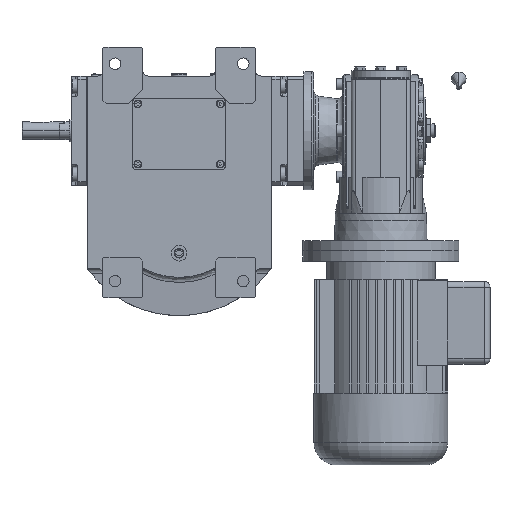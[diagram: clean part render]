
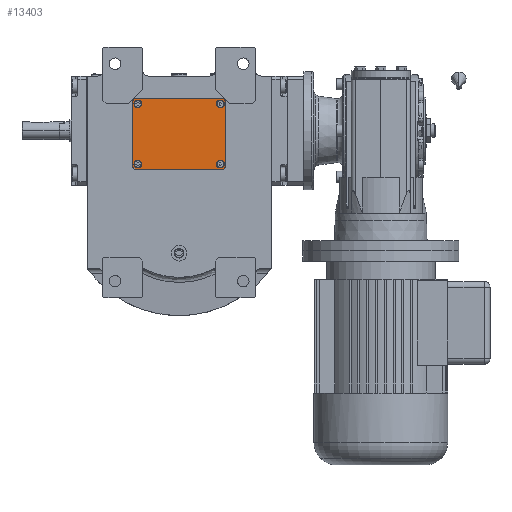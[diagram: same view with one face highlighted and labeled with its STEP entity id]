
A CAD part, front view. The second image highlights one B-rep face of the part: STEP entity #13403.
In plain terms, the highlighted face is planar.
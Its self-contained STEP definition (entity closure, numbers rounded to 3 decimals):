
#212 = ORIENTED_EDGE ( 'NONE', *, *, #80717, .T. ) ;
#419 = CIRCLE ( 'NONE', #33574, 3.5 ) ;
#3695 = AXIS2_PLACEMENT_3D ( 'NONE', #65591, #24157, #9092 ) ;
#4582 = EDGE_LOOP ( 'NONE', ( #47935, #61507 ) ) ;
#4828 = EDGE_CURVE ( 'NONE', #45915, #82619, #70760, .T. ) ;
#5372 = CARTESIAN_POINT ( 'NONE',  ( -37., 27., 3. ) ) ;
#6721 = DIRECTION ( 'NONE',  ( 0., 0., 1. ) ) ;
#6968 = CARTESIAN_POINT ( 'NONE',  ( -41.5, 29.5, 3. ) ) ;
#7788 = VECTOR ( 'NONE', #96045, 1000. ) ;
#8204 = EDGE_CURVE ( 'NONE', #78051, #65836, #19724, .T. ) ;
#9092 = DIRECTION ( 'NONE',  ( 1., 0., 0. ) ) ;
#9698 = VERTEX_POINT ( 'NONE', #74293 ) ;
#9906 = ORIENTED_EDGE ( 'NONE', *, *, #55308, .F. ) ;
#11567 = CIRCLE ( 'NONE', #24800, 3.5 ) ;
#12431 = CARTESIAN_POINT ( 'NONE',  ( -40.5, -27., 3. ) ) ;
#12839 = DIRECTION ( 'NONE',  ( 0., 0., 1. ) ) ;
#13403 = ADVANCED_FACE ( 'NONE', ( #77104, #100994, #29910, #22120, #56328 ), #64071, .T. ) ;
#14067 = ORIENTED_EDGE ( 'NONE', *, *, #33135, .F. ) ;
#14177 = VERTEX_POINT ( 'NONE', #53526 ) ;
#14724 = EDGE_CURVE ( 'NONE', #14177, #21795, #17932, .T. ) ;
#15184 = EDGE_CURVE ( 'NONE', #21795, #25805, #95147, .T. ) ;
#16652 = CIRCLE ( 'NONE', #48089, 3.5 ) ;
#16917 = DIRECTION ( 'NONE',  ( 0., 1., 0. ) ) ;
#17042 = EDGE_CURVE ( 'NONE', #85152, #45915, #54836, .T. ) ;
#17178 = LINE ( 'NONE', #63326, #7788 ) ;
#17423 = VECTOR ( 'NONE', #16917, 1000. ) ;
#17932 = LINE ( 'NONE', #71891, #17423 ) ;
#19724 = CIRCLE ( 'NONE', #90986, 3.5 ) ;
#20387 = DIRECTION ( 'NONE',  ( -1., 0., 0. ) ) ;
#20511 = AXIS2_PLACEMENT_3D ( 'NONE', #73423, #49037, #80176 ) ;
#21381 = CARTESIAN_POINT ( 'NONE',  ( -41.5, -29.5, 3. ) ) ;
#21442 = DIRECTION ( 'NONE',  ( 0., 0., 1. ) ) ;
#21656 = ORIENTED_EDGE ( 'NONE', *, *, #99591, .T. ) ;
#21795 = VERTEX_POINT ( 'NONE', #22888 ) ;
#22120 = FACE_BOUND ( 'NONE', #4582, .T. ) ;
#22888 = CARTESIAN_POINT ( 'NONE',  ( 41.5, 29.5, 3. ) ) ;
#22923 = DIRECTION ( 'NONE',  ( 0.707, -0.707, 0. ) ) ;
#22928 = DIRECTION ( 'NONE',  ( -1., 0., 0. ) ) ;
#22933 = VERTEX_POINT ( 'NONE', #93086 ) ;
#23385 = CIRCLE ( 'NONE', #89597, 3.5 ) ;
#24023 = CARTESIAN_POINT ( 'NONE',  ( 37., -27., 3. ) ) ;
#24157 = DIRECTION ( 'NONE',  ( 0., 0., 1. ) ) ;
#24528 = DIRECTION ( 'NONE',  ( 0., 0., 1. ) ) ;
#24707 = CARTESIAN_POINT ( 'NONE',  ( -39.5, -31.5, 3. ) ) ;
#24800 = AXIS2_PLACEMENT_3D ( 'NONE', #51524, #35959, #20387 ) ;
#25805 = VERTEX_POINT ( 'NONE', #67963 ) ;
#27959 = EDGE_CURVE ( 'NONE', #25805, #85152, #51014, .T. ) ;
#28522 = ORIENTED_EDGE ( 'NONE', *, *, #33232, .F. ) ;
#29383 = VECTOR ( 'NONE', #36467, 1000. ) ;
#29438 = VECTOR ( 'NONE', #78682, 1000. ) ;
#29828 = ORIENTED_EDGE ( 'NONE', *, *, #17042, .T. ) ;
#29910 = FACE_BOUND ( 'NONE', #38066, .T. ) ;
#30718 = VECTOR ( 'NONE', #22923, 1000. ) ;
#32749 = CARTESIAN_POINT ( 'NONE',  ( -40.5, 27., 3. ) ) ;
#33135 = EDGE_CURVE ( 'NONE', #65836, #78051, #11567, .T. ) ;
#33232 = EDGE_CURVE ( 'NONE', #34834, #87798, #39721, .T. ) ;
#33574 = AXIS2_PLACEMENT_3D ( 'NONE', #24023, #24528, #56181 ) ;
#33684 = ORIENTED_EDGE ( 'NONE', *, *, #14724, .T. ) ;
#34834 = VERTEX_POINT ( 'NONE', #57153 ) ;
#35955 = CARTESIAN_POINT ( 'NONE',  ( 39.5, 31.5, 3. ) ) ;
#35959 = DIRECTION ( 'NONE',  ( 0., 0., 1. ) ) ;
#36467 = DIRECTION ( 'NONE',  ( -1., 0., 0. ) ) ;
#37178 = CARTESIAN_POINT ( 'NONE',  ( -33.5, 27., 3. ) ) ;
#38066 = EDGE_LOOP ( 'NONE', ( #89350, #14067 ) ) ;
#39721 = CIRCLE ( 'NONE', #71237, 3.5 ) ;
#42139 = CIRCLE ( 'NONE', #80223, 3.5 ) ;
#42562 = ORIENTED_EDGE ( 'NONE', *, *, #54814, .F. ) ;
#43719 = ORIENTED_EDGE ( 'NONE', *, *, #96453, .F. ) ;
#44234 = CARTESIAN_POINT ( 'NONE',  ( 37., 27., 3. ) ) ;
#45348 = ORIENTED_EDGE ( 'NONE', *, *, #27959, .T. ) ;
#45915 = VERTEX_POINT ( 'NONE', #50830 ) ;
#46766 = LINE ( 'NONE', #21381, #30718 ) ;
#47772 = VECTOR ( 'NONE', #93112, 1000. ) ;
#47935 = ORIENTED_EDGE ( 'NONE', *, *, #60654, .F. ) ;
#48089 = AXIS2_PLACEMENT_3D ( 'NONE', #76886, #86723, #22928 ) ;
#48492 = EDGE_LOOP ( 'NONE', ( #33684, #94674, #45348, #29828, #75761, #21656, #50047, #212 ) ) ;
#48924 = LINE ( 'NONE', #57720, #59644 ) ;
#49037 = DIRECTION ( 'NONE',  ( 0., 0., 1. ) ) ;
#50047 = ORIENTED_EDGE ( 'NONE', *, *, #64634, .T. ) ;
#50830 = CARTESIAN_POINT ( 'NONE',  ( -41.5, 29.5, 3. ) ) ;
#51014 = LINE ( 'NONE', #35955, #29383 ) ;
#51297 = CARTESIAN_POINT ( 'NONE',  ( 33.5, -27., 3. ) ) ;
#51524 = CARTESIAN_POINT ( 'NONE',  ( -37., 27., 3. ) ) ;
#53064 = DIRECTION ( 'NONE',  ( 0., 0., 1. ) ) ;
#53526 = CARTESIAN_POINT ( 'NONE',  ( 41.5, -29.5, 3. ) ) ;
#54814 = EDGE_CURVE ( 'NONE', #95232, #22933, #16652, .T. ) ;
#54836 = LINE ( 'NONE', #102062, #29438 ) ;
#54957 = CARTESIAN_POINT ( 'NONE',  ( 37., 27., 3. ) ) ;
#55308 = EDGE_CURVE ( 'NONE', #87798, #34834, #23385, .T. ) ;
#56181 = DIRECTION ( 'NONE',  ( -1., 0., 0. ) ) ;
#56328 = FACE_BOUND ( 'NONE', #75007, .T. ) ;
#57153 = CARTESIAN_POINT ( 'NONE',  ( 33.5, 27., 3. ) ) ;
#57245 = EDGE_CURVE ( 'NONE', #85957, #76489, #419, .T. ) ;
#57571 = CARTESIAN_POINT ( 'NONE',  ( 40.5, -27., 3. ) ) ;
#57720 = CARTESIAN_POINT ( 'NONE',  ( 39.5, -31.5, 3. ) ) ;
#59484 = DIRECTION ( 'NONE',  ( 1., 0., 0. ) ) ;
#59644 = VECTOR ( 'NONE', #65493, 1000. ) ;
#60654 = EDGE_CURVE ( 'NONE', #76489, #85957, #42139, .T. ) ;
#61507 = ORIENTED_EDGE ( 'NONE', *, *, #57245, .F. ) ;
#63326 = CARTESIAN_POINT ( 'NONE',  ( -39.5, -31.5, 3. ) ) ;
#64071 = PLANE ( 'NONE',  #20511 ) ;
#64634 = EDGE_CURVE ( 'NONE', #71728, #9698, #17178, .T. ) ;
#65493 = DIRECTION ( 'NONE',  ( 0.707, 0.707, 0. ) ) ;
#65591 = CARTESIAN_POINT ( 'NONE',  ( -37., -27., 3. ) ) ;
#65836 = VERTEX_POINT ( 'NONE', #32749 ) ;
#67963 = CARTESIAN_POINT ( 'NONE',  ( 39.5, 31.5, 3. ) ) ;
#69826 = CARTESIAN_POINT ( 'NONE',  ( 37., -27., 3. ) ) ;
#70161 = CARTESIAN_POINT ( 'NONE',  ( -39.5, 31.5, 3. ) ) ;
#70760 = LINE ( 'NONE', #6968, #47772 ) ;
#71237 = AXIS2_PLACEMENT_3D ( 'NONE', #44234, #53064, #91992 ) ;
#71728 = VERTEX_POINT ( 'NONE', #24707 ) ;
#71891 = CARTESIAN_POINT ( 'NONE',  ( 41.5, -29.5, 3. ) ) ;
#73423 = CARTESIAN_POINT ( 'NONE',  ( 0., 0., 3. ) ) ;
#74064 = EDGE_LOOP ( 'NONE', ( #9906, #28522 ) ) ;
#74293 = CARTESIAN_POINT ( 'NONE',  ( 39.5, -31.5, 3. ) ) ;
#75007 = EDGE_LOOP ( 'NONE', ( #43719, #42562 ) ) ;
#75761 = ORIENTED_EDGE ( 'NONE', *, *, #4828, .T. ) ;
#76489 = VERTEX_POINT ( 'NONE', #57571 ) ;
#76886 = CARTESIAN_POINT ( 'NONE',  ( -37., -27., 3. ) ) ;
#77104 = FACE_OUTER_BOUND ( 'NONE', #48492, .T. ) ;
#78051 = VERTEX_POINT ( 'NONE', #37178 ) ;
#78682 = DIRECTION ( 'NONE',  ( -0.707, -0.707, 0. ) ) ;
#78794 = VECTOR ( 'NONE', #88368, 1000. ) ;
#78812 = CARTESIAN_POINT ( 'NONE',  ( -41.5, -29.5, 3. ) ) ;
#80176 = DIRECTION ( 'NONE',  ( 1., 0., 0. ) ) ;
#80223 = AXIS2_PLACEMENT_3D ( 'NONE', #69826, #12839, #59484 ) ;
#80717 = EDGE_CURVE ( 'NONE', #9698, #14177, #48924, .T. ) ;
#82619 = VERTEX_POINT ( 'NONE', #78812 ) ;
#85152 = VERTEX_POINT ( 'NONE', #70161 ) ;
#85957 = VERTEX_POINT ( 'NONE', #51297 ) ;
#86087 = DIRECTION ( 'NONE',  ( 1., 0., 0. ) ) ;
#86269 = DIRECTION ( 'NONE',  ( 1., 0., 0. ) ) ;
#86723 = DIRECTION ( 'NONE',  ( 0., 0., 1. ) ) ;
#87798 = VERTEX_POINT ( 'NONE', #93705 ) ;
#88368 = DIRECTION ( 'NONE',  ( -0.707, 0.707, 0. ) ) ;
#89350 = ORIENTED_EDGE ( 'NONE', *, *, #8204, .F. ) ;
#89597 = AXIS2_PLACEMENT_3D ( 'NONE', #54957, #6721, #86087 ) ;
#90986 = AXIS2_PLACEMENT_3D ( 'NONE', #5372, #21442, #86269 ) ;
#91992 = DIRECTION ( 'NONE',  ( -1., 0., 0. ) ) ;
#93086 = CARTESIAN_POINT ( 'NONE',  ( -33.5, -27., 3. ) ) ;
#93112 = DIRECTION ( 'NONE',  ( 0., -1., 0. ) ) ;
#93705 = CARTESIAN_POINT ( 'NONE',  ( 40.5, 27., 3. ) ) ;
#94674 = ORIENTED_EDGE ( 'NONE', *, *, #15184, .T. ) ;
#95147 = LINE ( 'NONE', #96174, #78794 ) ;
#95232 = VERTEX_POINT ( 'NONE', #12431 ) ;
#96045 = DIRECTION ( 'NONE',  ( 1., 0., 0. ) ) ;
#96174 = CARTESIAN_POINT ( 'NONE',  ( 41.5, 29.5, 3. ) ) ;
#96453 = EDGE_CURVE ( 'NONE', #22933, #95232, #99753, .T. ) ;
#99591 = EDGE_CURVE ( 'NONE', #82619, #71728, #46766, .T. ) ;
#99753 = CIRCLE ( 'NONE', #3695, 3.5 ) ;
#100994 = FACE_BOUND ( 'NONE', #74064, .T. ) ;
#102062 = CARTESIAN_POINT ( 'NONE',  ( -39.5, 31.5, 3. ) ) ;
